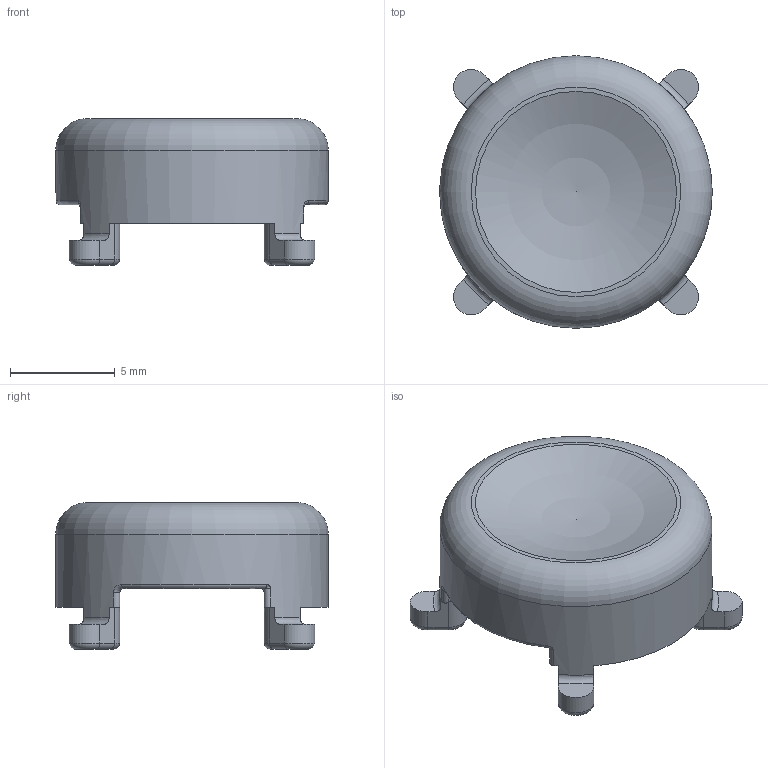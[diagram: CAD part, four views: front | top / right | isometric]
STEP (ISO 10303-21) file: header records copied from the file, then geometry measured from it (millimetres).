
FILE_DESCRIPTION(('FreeCAD Model'),'2;1');
FILE_NAME('Open CASCADE Shape Model','2025-01-07T22:39:41',(''),(''), 'Open CASCADE STEP processor 7.8','FreeCAD','Unknown');
FILE_SCHEMA(('AUTOMOTIVE_DESIGN { 1 0 10303 214 1 1 1 1 }'));
Length unit declared in the file: millimetre
Products named in the file (1): Fillet003
Bounding box: 13 x 13 x 7 mm (x, y, z)
Volume: 449.7 mm3; surface area: 567.4 mm2
Topology: 1 solids, 1 shells, 93 faces, 229 edges, 133 vertices
Faces by surface type: cylinder 34, plane 30, torus 19, bspline 5, sphere 5
Full cylindrical faces by diameter (mm): 13 x1
Entity records: 3251 total; most frequent: CARTESIAN_POINT 1086, DIRECTION 471, ORIENTED_EDGE 446, EDGE_CURVE 223, AXIS2_PLACEMENT_3D 187, VERTEX_POINT 133, CIRCLE 98, LINE 97
